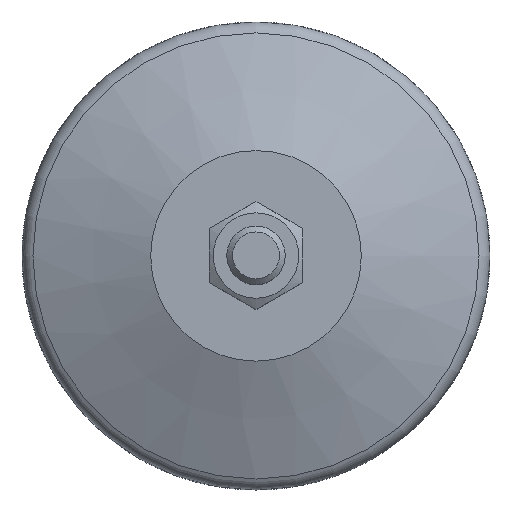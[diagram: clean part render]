
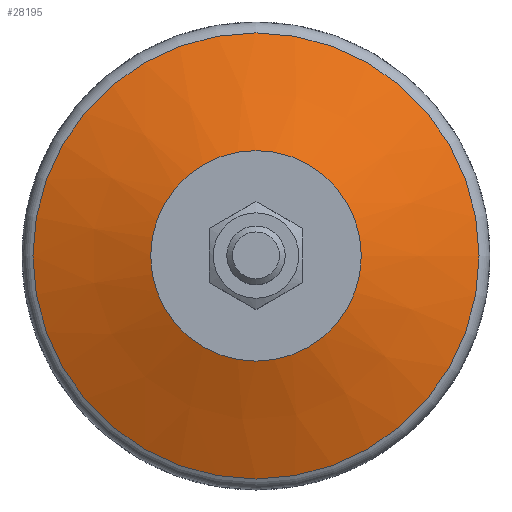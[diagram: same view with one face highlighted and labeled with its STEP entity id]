
A CAD part, top view. The second image highlights one B-rep face of the part: STEP entity #28195.
In plain terms, the highlighted conical face has half-angle 67.751 degrees and reference radius 29 mm.
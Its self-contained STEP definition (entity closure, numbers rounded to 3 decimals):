
#27547=CARTESIAN_POINT('',(-38.136,7.763,0.));
#27548=VERTEX_POINT('',#27547);
#27549=CARTESIAN_POINT('',(0.,7.763,0.));
#27550=DIRECTION('',(0.0,-1.0,0.0));
#27551=DIRECTION('',(1.0,0.0,0.0));
#27552=AXIS2_PLACEMENT_3D('',#27549,#27550,#27551);
#27553=CIRCLE('',#27552,38.136);
#27554=EDGE_CURVE('',#27548,#27548,#27553,.T.);
#28176=CARTESIAN_POINT('',(0.,11.5,0.0));
#28177=DIRECTION('',(0.0,-1.0,0.0));
#28178=DIRECTION('',(-1.0,0.0,0.0));
#28179=AXIS2_PLACEMENT_3D('',#28176,#28177,#28178);
#28180=CONICAL_SURFACE('',#28179,29.,67.751);
#28181=CARTESIAN_POINT('',(-18.0,16.0,0.0));
#28182=VERTEX_POINT('',#28181);
#28183=CARTESIAN_POINT('',(0.,16.0,0.0));
#28184=DIRECTION('',(0.0,1.0,0.0));
#28185=DIRECTION('',(-1.0,0.0,0.0));
#28186=AXIS2_PLACEMENT_3D('',#28183,#28184,#28185);
#28187=CIRCLE('',#28186,18.0);
#28188=EDGE_CURVE('',#28182,#28182,#28187,.T.);
#28189=ORIENTED_EDGE('',*,*,#28188,.F.);
#28190=EDGE_LOOP('',(#28189));
#28191=FACE_OUTER_BOUND('',#28190,.T.);
#28192=ORIENTED_EDGE('',*,*,#27554,.F.);
#28193=EDGE_LOOP('',(#28192));
#28194=FACE_BOUND('',#28193,.T.);
#28195=ADVANCED_FACE('',(#28191,#28194),#28180,.T.);
